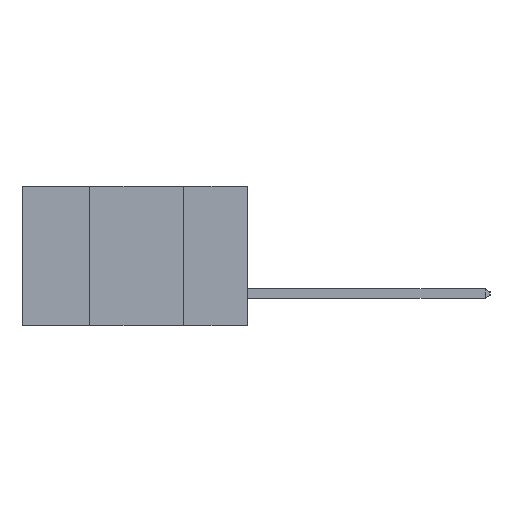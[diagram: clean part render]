
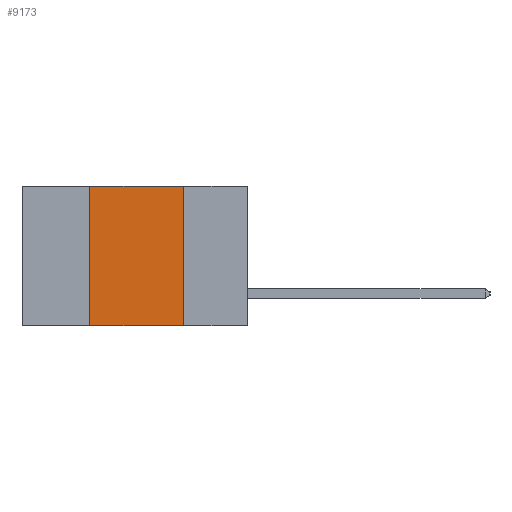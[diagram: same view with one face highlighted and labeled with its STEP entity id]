
A CAD part, left-side view. The second image highlights one B-rep face of the part: STEP entity #9173.
In plain terms, the highlighted planar face has unit normal (-1, 0, 0).
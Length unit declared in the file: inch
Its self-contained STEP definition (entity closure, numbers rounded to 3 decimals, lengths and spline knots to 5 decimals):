
#275 = VERTEX_POINT ( 'NONE', #6881 ) ;
#1617 = CARTESIAN_POINT ( 'NONE',  ( 0., 0.17, -0.37 ) ) ;
#3085 = EDGE_CURVE ( 'NONE', #19886, #20855, #21850, .T. ) ;
#3422 = DIRECTION ( 'NONE',  ( 0., 0., -1. ) ) ;
#4902 = CARTESIAN_POINT ( 'NONE',  ( 0., 0.6, -0.37 ) ) ;
#5344 = CARTESIAN_POINT ( 'NONE',  ( 0., 0.17, 0. ) ) ;
#6881 = CARTESIAN_POINT ( 'NONE',  ( 0., 0.42, 0. ) ) ;
#9173 = ADVANCED_FACE ( 'NONE', ( #14235 ), #19945, .F. ) ;
#10430 = CARTESIAN_POINT ( 'NONE',  ( 0., 0.6, 0. ) ) ;
#10480 = CARTESIAN_POINT ( 'NONE',  ( 0., 0.17, 0. ) ) ;
#10650 = ORIENTED_EDGE ( 'NONE', *, *, #20585, .F. ) ;
#12101 = EDGE_CURVE ( 'NONE', #275, #29489, #21890, .T. ) ;
#12246 = CARTESIAN_POINT ( 'NONE',  ( 0., 0.42, 0. ) ) ;
#14235 = FACE_OUTER_BOUND ( 'NONE', #30366, .T. ) ;
#14800 = VECTOR ( 'NONE', #22079, 39.37008 ) ;
#14899 = CARTESIAN_POINT ( 'NONE',  ( 0., 0.6, 0. ) ) ;
#15533 = VECTOR ( 'NONE', #29879, 39.37008 ) ;
#16482 = LINE ( 'NONE', #5344, #22075 ) ;
#16919 = CARTESIAN_POINT ( 'NONE',  ( 0., 0.42, -0.37 ) ) ;
#17637 = DIRECTION ( 'NONE',  ( 1., 0., 0. ) ) ;
#19491 = DIRECTION ( 'NONE',  ( 0., 0., 1. ) ) ;
#19886 = VERTEX_POINT ( 'NONE', #16919 ) ;
#19945 = PLANE ( 'NONE',  #25096 ) ;
#20585 = EDGE_CURVE ( 'NONE', #29489, #20855, #16482, .T. ) ;
#20855 = VERTEX_POINT ( 'NONE', #1617 ) ;
#21674 = ORIENTED_EDGE ( 'NONE', *, *, #28483, .F. ) ;
#21679 = ORIENTED_EDGE ( 'NONE', *, *, #3085, .T. ) ;
#21850 = LINE ( 'NONE', #4902, #15533 ) ;
#21890 = LINE ( 'NONE', #14899, #14800 ) ;
#22075 = VECTOR ( 'NONE', #29093, 39.37008 ) ;
#22079 = DIRECTION ( 'NONE',  ( 0., -1., 0. ) ) ;
#24065 = VECTOR ( 'NONE', #19491, 39.37008 ) ;
#24817 = LINE ( 'NONE', #12246, #24065 ) ;
#25096 = AXIS2_PLACEMENT_3D ( 'NONE', #10430, #17637, #3422 ) ;
#28483 = EDGE_CURVE ( 'NONE', #19886, #275, #24817, .T. ) ;
#29093 = DIRECTION ( 'NONE',  ( 0., 0., -1. ) ) ;
#29306 = ORIENTED_EDGE ( 'NONE', *, *, #12101, .F. ) ;
#29489 = VERTEX_POINT ( 'NONE', #10480 ) ;
#29879 = DIRECTION ( 'NONE',  ( 0., -1., 0. ) ) ;
#30366 = EDGE_LOOP ( 'NONE', ( #10650, #29306, #21674, #21679 ) ) ;
